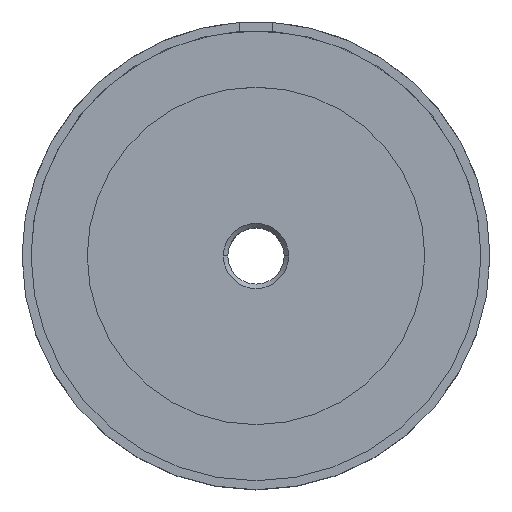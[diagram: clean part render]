
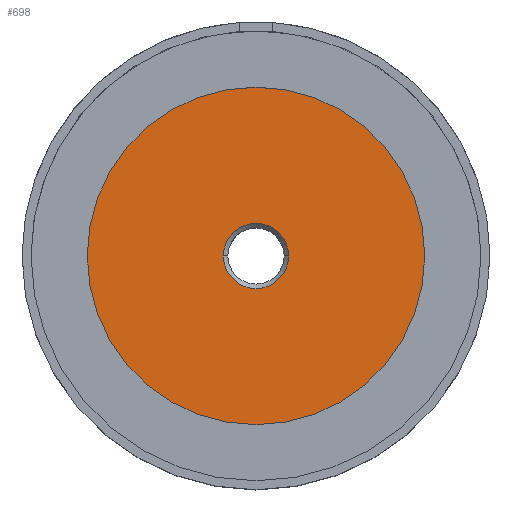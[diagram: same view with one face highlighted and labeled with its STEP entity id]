
A CAD part, top view. The second image highlights one B-rep face of the part: STEP entity #698.
In plain terms, the highlighted planar face has unit normal (0, 0, 1).
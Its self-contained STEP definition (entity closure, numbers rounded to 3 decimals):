
#34 = DIRECTION ( 'NONE',  ( -1., 0., 0. ) ) ;
#80 = DIRECTION ( 'NONE',  ( 0., 0., -1. ) ) ;
#118 = CARTESIAN_POINT ( 'NONE',  ( 0., 0., -4.6 ) ) ;
#171 = PLANE ( 'NONE',  #858 ) ;
#256 = VERTEX_POINT ( 'NONE', #283 ) ;
#257 = VERTEX_POINT ( 'NONE', #284 ) ;
#283 = CARTESIAN_POINT ( 'NONE',  ( 7.5, 0., -4.6 ) ) ;
#284 = CARTESIAN_POINT ( 'NONE',  ( -7.5, 0., -4.6 ) ) ;
#325 = CARTESIAN_POINT ( 'NONE',  ( 1.45, 0., -4.6 ) ) ;
#328 = CARTESIAN_POINT ( 'NONE',  ( -1.45, 0., -4.6 ) ) ;
#342 = CARTESIAN_POINT ( 'NONE',  ( 0., 0., -4.6 ) ) ;
#348 = CARTESIAN_POINT ( 'NONE',  ( 0., 0., -4.6 ) ) ;
#349 = DIRECTION ( 'NONE',  ( 0., 0., -1. ) ) ;
#350 = DIRECTION ( 'NONE',  ( -1., 0., 0. ) ) ;
#357 = DIRECTION ( 'NONE',  ( 0., 0., 1. ) ) ;
#366 = ORIENTED_EDGE ( 'NONE', *, *, #603, .T. ) ;
#415 = CARTESIAN_POINT ( 'NONE',  ( 0., 0., -4.6 ) ) ;
#427 = DIRECTION ( 'NONE',  ( 0., 0., -1. ) ) ;
#428 = VERTEX_POINT ( 'NONE', #325 ) ;
#433 = VERTEX_POINT ( 'NONE', #328 ) ;
#436 = DIRECTION ( 'NONE',  ( -1., 0., 0. ) ) ;
#440 = ORIENTED_EDGE ( 'NONE', *, *, #618, .T. ) ;
#447 = ORIENTED_EDGE ( 'NONE', *, *, #622, .T. ) ;
#458 = EDGE_LOOP ( 'NONE', ( #440, #447 ) ) ;
#469 = DIRECTION ( 'NONE',  ( 1., 0., 0. ) ) ;
#477 = EDGE_LOOP ( 'NONE', ( #556, #366 ) ) ;
#487 = DIRECTION ( 'NONE',  ( 0., 0., 1. ) ) ;
#509 = CARTESIAN_POINT ( 'NONE',  ( 0., 0., -4.6 ) ) ;
#556 = ORIENTED_EDGE ( 'NONE', *, *, #607, .T. ) ;
#598 = DIRECTION ( 'NONE',  ( 1., 0., 0. ) ) ;
#603 = EDGE_CURVE ( 'NONE', #433, #428, #653, .T. ) ;
#607 = EDGE_CURVE ( 'NONE', #428, #433, #690, .T. ) ;
#618 = EDGE_CURVE ( 'NONE', #256, #257, #665, .T. ) ;
#622 = EDGE_CURVE ( 'NONE', #257, #256, #689, .T. ) ;
#653 = CIRCLE ( 'NONE', #773, 1.45 ) ;
#665 = CIRCLE ( 'NONE', #769, 7.5 ) ;
#689 = CIRCLE ( 'NONE', #782, 7.5 ) ;
#690 = CIRCLE ( 'NONE', #770, 1.45 ) ;
#698 = ADVANCED_FACE ( 'NONE', ( #863, #861 ), #171, .F. ) ;
#769 = AXIS2_PLACEMENT_3D ( 'NONE', #342, #357, #598 ) ;
#770 = AXIS2_PLACEMENT_3D ( 'NONE', #415, #427, #436 ) ;
#773 = AXIS2_PLACEMENT_3D ( 'NONE', #348, #349, #350 ) ;
#782 = AXIS2_PLACEMENT_3D ( 'NONE', #509, #487, #469 ) ;
#858 = AXIS2_PLACEMENT_3D ( 'NONE', #118, #80, #34 ) ;
#861 = FACE_OUTER_BOUND ( 'NONE', #458, .T. ) ;
#863 = FACE_BOUND ( 'NONE', #477, .T. ) ;
